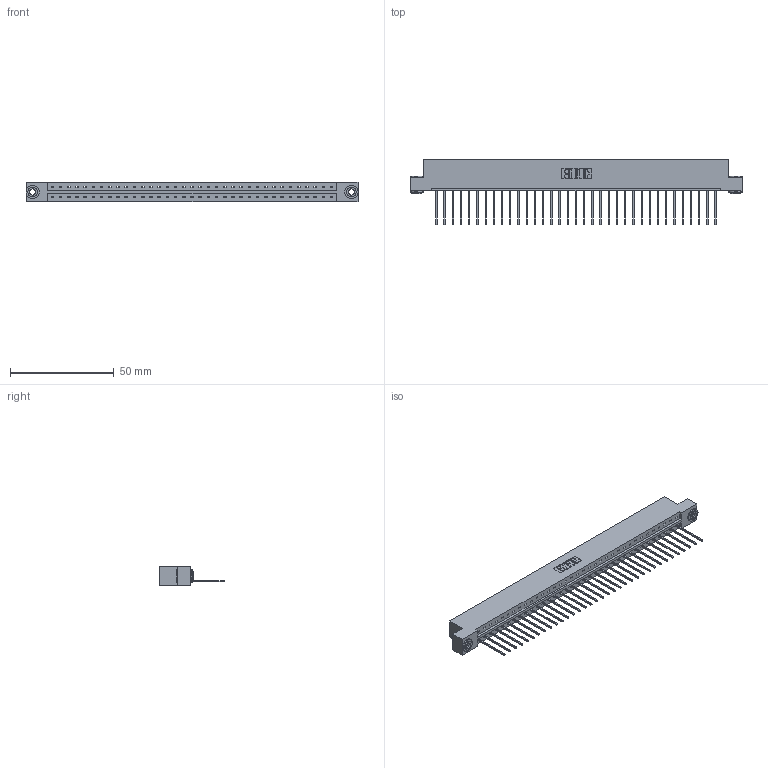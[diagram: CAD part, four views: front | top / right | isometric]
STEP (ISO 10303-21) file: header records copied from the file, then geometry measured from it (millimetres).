
FILE_DESCRIPTION (( 'STEP AP203' ), '1' );
FILE_NAME ('333-035-542-103.STEP', '2018-08-02T23:45:38', ( '' ), ( '' ), 'SwSTEP 2.0', 'SolidWorks 2016', '' );
FILE_SCHEMA (( 'CONFIG_CONTROL_DESIGN' ));
Length unit declared in the file: inch
Products named in the file (4): 333 Part_Flush - .156 Dia - TH; 345-292-001_345-293-142; 345-250-002_345-250-002-102; 333-035-542-103
Assembly tree (38 placements, depth 2):
  333-035-542-103
    333 Part_Flush - .156 Dia - TH
    345-292-001_345-293-142  x35
    345-250-002_345-250-002-102  x2
Bounding box: 160.22 x 31.63 x 9.4 mm (x, y, z)
Volume: 16160 mm3; surface area: 18179.4 mm2
Topology: 38 solids, 38 shells, 2182 faces, 6547 edges, 4314 vertices
Faces by surface type: plane 1550, cylinder 624, cone 8
Entity records: 22970 total; most frequent: CARTESIAN_POINT 3942, ORIENTED_EDGE 3906, DIRECTION 3373, EDGE_CURVE 1953, LINE 1801, VECTOR 1801, VERTEX_POINT 1298, AXIS2_PLACEMENT_3D 786
